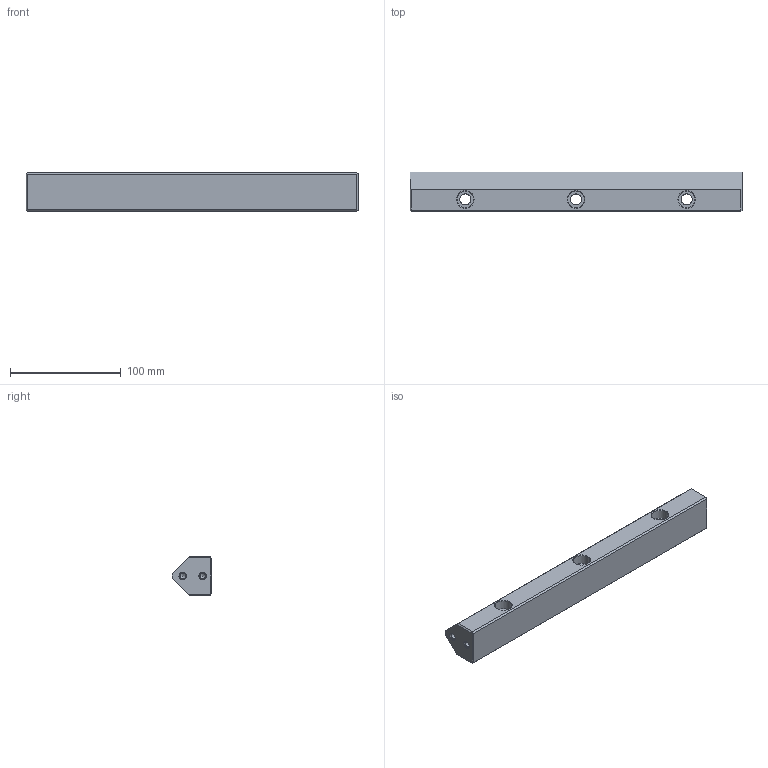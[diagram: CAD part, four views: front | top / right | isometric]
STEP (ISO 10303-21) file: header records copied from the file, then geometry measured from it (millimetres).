
FILE_DESCRIPTION(/* description */ (''),/* implementation_level */ '2;1');
FILE_NAME(/* name */ 'Rail V-6035x300.stp',/* time_stamp */ '2018-12-03T17:25:07+01:00',/* author */ (''),/* organization */ (''),/* preprocessor_version */ 'ST-DEVELOPER v16.7',/* originating_system */ 'SIEMENS PLM Software NX 12.0',/* authorisation */ '');
FILE_SCHEMA (('AUTOMOTIVE_DESIGN { 1 0 10303 214 3 1 1 1 }'));
Length unit declared in the file: millimetre
Products named in the file (1): 009378_A_2-V-6035_15 x 300
Bounding box: 300 x 35.5 x 35 mm (x, y, z)
Volume: 287939.4 mm3; surface area: 42296.8 mm2
Topology: 1 solids, 1 shells, 43 faces, 107 edges, 69 vertices
Faces by surface type: plane 19, cone 14, cylinder 10
Full cylindrical faces by diameter (mm): 5.188 x4, 10 x3, 15 x3
Entity records: 1108 total; most frequent: DIRECTION 190, CARTESIAN_POINT 178, ORIENTED_EDGE 144, EDGE_LOOP 76, AXIS2_PLACEMENT_3D 74, EDGE_CURVE 72, FACE_BOUND 68, VERTEX_POINT 62
